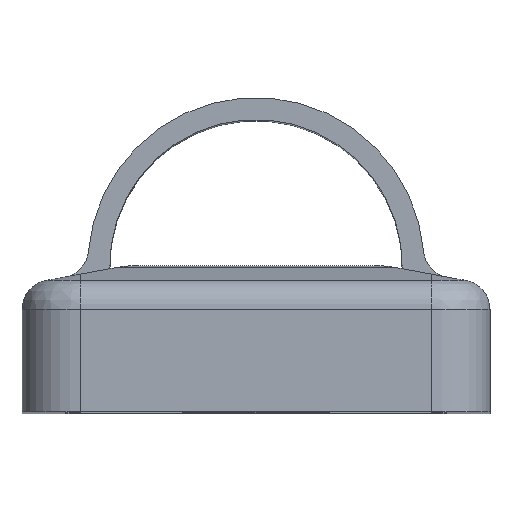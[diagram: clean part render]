
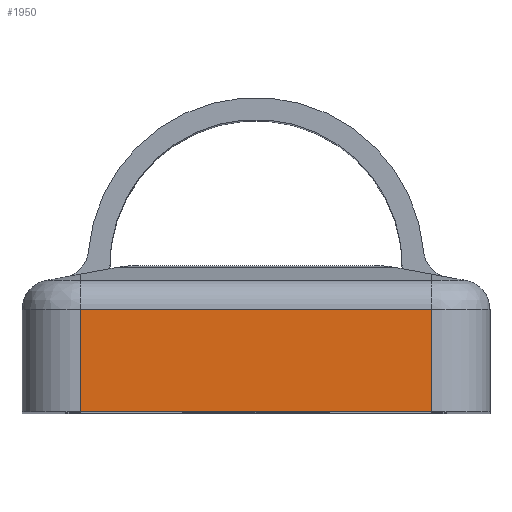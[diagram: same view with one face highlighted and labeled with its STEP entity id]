
A CAD part, top view. The second image highlights one B-rep face of the part: STEP entity #1950.
In plain terms, the highlighted planar face has unit normal (0, 0, 1).
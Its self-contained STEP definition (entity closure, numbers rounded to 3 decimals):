
#210=LINE('',#3147,#415);
#254=LINE('',#3294,#459);
#256=LINE('',#3302,#461);
#257=LINE('',#3304,#462);
#415=VECTOR('',#2516,10.);
#459=VECTOR('',#2658,10.);
#461=VECTOR('',#2670,10.);
#462=VECTOR('',#2673,10.);
#594=FACE_OUTER_BOUND('',#703,.T.);
#703=EDGE_LOOP('',(#1757,#1758,#1759,#1760));
#911=VERTEX_POINT('',#3144);
#912=VERTEX_POINT('',#3146);
#939=VERTEX_POINT('',#3290);
#940=VERTEX_POINT('',#3300);
#1152=EDGE_CURVE('',#911,#912,#210,.T.);
#1216=EDGE_CURVE('',#912,#939,#254,.T.);
#1219=EDGE_CURVE('',#940,#939,#256,.T.);
#1220=EDGE_CURVE('',#911,#940,#257,.T.);
#1757=ORIENTED_EDGE('',*,*,#1220,.T.);
#1758=ORIENTED_EDGE('',*,*,#1219,.T.);
#1759=ORIENTED_EDGE('',*,*,#1216,.F.);
#1760=ORIENTED_EDGE('',*,*,#1152,.F.);
#1850=PLANE('',#2133);
#1950=ADVANCED_FACE('',(#594),#1850,.T.);
#2133=AXIS2_PLACEMENT_3D('',#3303,#2671,#2672);
#2516=DIRECTION('',(-1.,0.,0.));
#2658=DIRECTION('',(0.,1.,0.));
#2670=DIRECTION('',(-1.,0.,0.));
#2671=DIRECTION('center_axis',(0.,0.,1.));
#2672=DIRECTION('ref_axis',(0.,1.,0.));
#2673=DIRECTION('',(0.,1.,0.));
#3144=CARTESIAN_POINT('',(12.,0.,43.));
#3146=CARTESIAN_POINT('',(-12.,0.,43.));
#3147=CARTESIAN_POINT('',(12.,0.,43.));
#3290=CARTESIAN_POINT('',(-12.,7.,43.));
#3294=CARTESIAN_POINT('',(-12.,0.,43.));
#3300=CARTESIAN_POINT('',(12.,7.,43.));
#3302=CARTESIAN_POINT('',(12.,7.,43.));
#3303=CARTESIAN_POINT('Origin',(12.,0.,43.));
#3304=CARTESIAN_POINT('',(12.,0.,43.));
